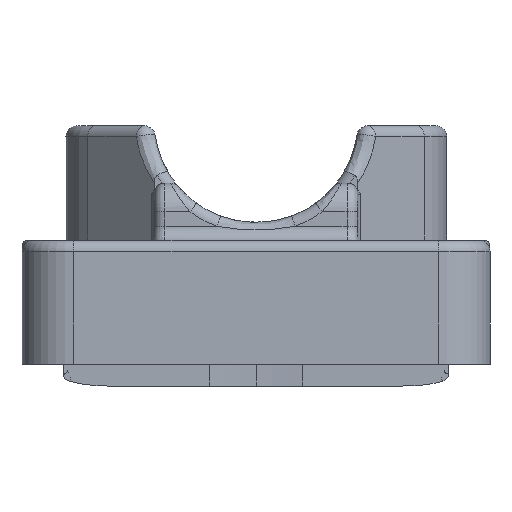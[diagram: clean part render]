
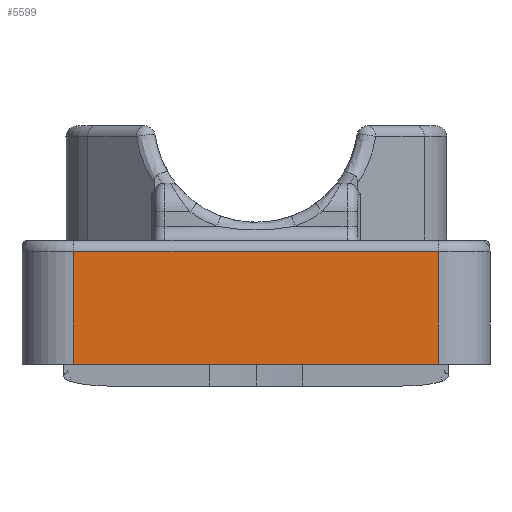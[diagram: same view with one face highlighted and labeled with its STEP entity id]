
A CAD part, front view. The second image highlights one B-rep face of the part: STEP entity #5599.
In plain terms, the highlighted planar face has unit normal (0, -1, 0).
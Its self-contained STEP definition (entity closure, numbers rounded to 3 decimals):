
#181 = CARTESIAN_POINT ( 'NONE',  ( -12.7, -25.215, 7.874 ) ) ;
#218 = CARTESIAN_POINT ( 'NONE',  ( -12.7, -25.215, 0. ) ) ;
#277 = CARTESIAN_POINT ( 'NONE',  ( 12.7, -25.215, 0. ) ) ;
#397 = CARTESIAN_POINT ( 'NONE',  ( 12.7, -25.215, 7.874 ) ) ;
#2065 = ORIENTED_EDGE ( 'NONE', *, *, #5789, .T. ) ;
#2069 = ORIENTED_EDGE ( 'NONE', *, *, #5878, .T. ) ;
#2070 = ORIENTED_EDGE ( 'NONE', *, *, #4821, .T. ) ;
#3265 = CARTESIAN_POINT ( 'NONE',  ( -12.7, -25.215, 7.874 ) ) ;
#3266 = DIRECTION ( 'NONE',  ( -1., 0., 0. ) ) ;
#3267 = CARTESIAN_POINT ( 'NONE',  ( 12.7, -25.215, 8.636 ) ) ;
#3268 = DIRECTION ( 'NONE',  ( 0., 0., -1. ) ) ;
#3407 = PLANE ( 'NONE',  #9388 ) ;
#3408 = CARTESIAN_POINT ( 'NONE',  ( -12.7, -25.215, 8.636 ) ) ;
#3409 = DIRECTION ( 'NONE',  ( 0., 1., 0. ) ) ;
#3410 = DIRECTION ( 'NONE',  ( 0., 0., 1. ) ) ;
#4121 = CARTESIAN_POINT ( 'NONE',  ( -12.7, -25.215, 0. ) ) ;
#4122 = DIRECTION ( 'NONE',  ( 1., 0., 0. ) ) ;
#4407 = CARTESIAN_POINT ( 'NONE',  ( -12.7, -25.215, 8.636 ) ) ;
#4408 = DIRECTION ( 'NONE',  ( 0., 0., -1. ) ) ;
#4821 = EDGE_CURVE ( 'NONE', #9694, #9478, #6420, .T. ) ;
#4822 = EDGE_CURVE ( 'NONE', #9694, #9574, #6423, .T. ) ;
#5547 = ORIENTED_EDGE ( 'NONE', *, *, #4822, .F. ) ;
#5599 = ADVANCED_FACE ( 'NONE', ( #6499 ), #3407, .F. ) ;
#5789 = EDGE_CURVE ( 'NONE', #9515, #9574, #6722, .T. ) ;
#5878 = EDGE_CURVE ( 'NONE', #9478, #9515, #6831, .T. ) ;
#6420 = LINE ( 'NONE', #3265, #6422 ) ;
#6422 = VECTOR ( 'NONE', #3266, 1000. ) ;
#6423 = LINE ( 'NONE', #3267, #6424 ) ;
#6424 = VECTOR ( 'NONE', #3268, 1000. ) ;
#6499 = FACE_OUTER_BOUND ( 'NONE', #8730, .T. ) ;
#6722 = LINE ( 'NONE', #4121, #6724 ) ;
#6724 = VECTOR ( 'NONE', #4122, 1000. ) ;
#6831 = LINE ( 'NONE', #4407, #6833 ) ;
#6833 = VECTOR ( 'NONE', #4408, 1000. ) ;
#8730 = EDGE_LOOP ( 'NONE', ( #5547, #2070, #2069, #2065 ) ) ;
#9388 = AXIS2_PLACEMENT_3D ( 'NONE', #3408, #3409, #3410 ) ;
#9478 = VERTEX_POINT ( 'NONE', #181 ) ;
#9515 = VERTEX_POINT ( 'NONE', #218 ) ;
#9574 = VERTEX_POINT ( 'NONE', #277 ) ;
#9694 = VERTEX_POINT ( 'NONE', #397 ) ;
